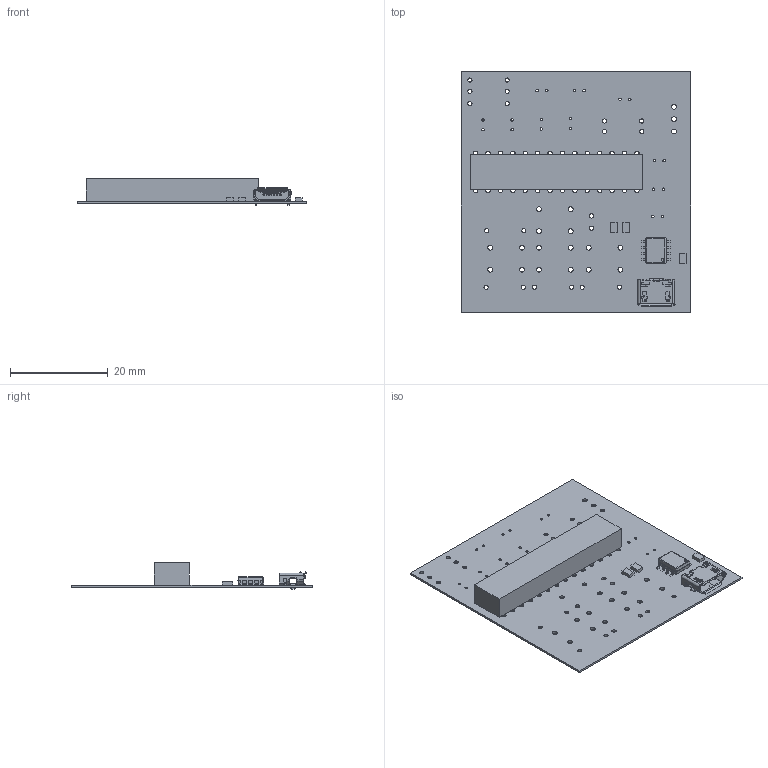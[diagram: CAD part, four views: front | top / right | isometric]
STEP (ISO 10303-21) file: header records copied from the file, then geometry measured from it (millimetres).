
FILE_DESCRIPTION(('Open CASCADE Model'),'2;1');
FILE_NAME('Open CASCADE Shape Model','2025-04-19T14:38:53',('Author'),( 'Open CASCADE'),'Open CASCADE STEP processor 7.5','Open CASCADE 7.5' ,'Unknown');
FILE_SCHEMA(('AUTOMOTIVE_DESIGN { 1 0 10303 214 1 1 1 1 }'));
Length unit declared in the file: millimetre
Products named in the file (16): Open CASCADE STEP translator 7.5 1; Open CASCADE STEP translator 7.5 2; Open CASCADE STEP translator 7.5 3; Open CASCADE STEP translator 7.5 4; Open CASCADE STEP translator 7.5 5; Open CASCADE STEP translator 7.5 6; Open CASCADE STEP translator 7.5 7; Open CASCADE STEP translator 7.5 8; Open CASCADE STEP translator 7.5 9; Open CASCADE STEP translator 7.5 10; Open CASCADE STEP translator 7.5 11; Open CASCADE STEP translator 7.5 12; Open CASCADE STEP translator 7.5 13; Open CASCADE STEP translator 7.5 14; Open CASCADE STEP translator 7.5 15; Open CASCADE STEP translator 7.5 16
Bounding box: 46.99 x 49.15 x 5.41 mm (x, y, z)
Volume: 2133.9 mm3; surface area: 5979.8 mm2
Topology: 14 solids, 24 shells, 1011 faces, 2743 edges, 1750 vertices
Faces by surface type: plane 561, bspline 285, cylinder 155, sphere 10
Full cylindrical faces by diameter (mm): 0.5 x20, 0.512 x1, 0.85 x18, 0.9 x30, 0.99 x16, 1 x3
Entity records: 44452 total; most frequent: CARTESIAN_POINT 19023, ORIENTED_EDGE 5203, DIRECTION 3728, EDGE_CURVE 2731, VERTEX_POINT 1750, LINE 1712, VECTOR 1712, FACE_BOUND 1202
